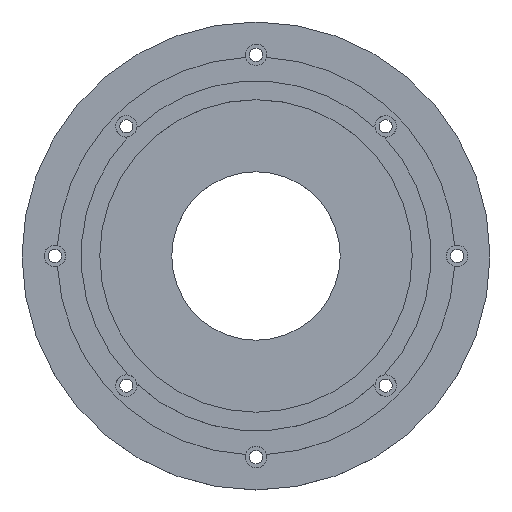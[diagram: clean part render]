
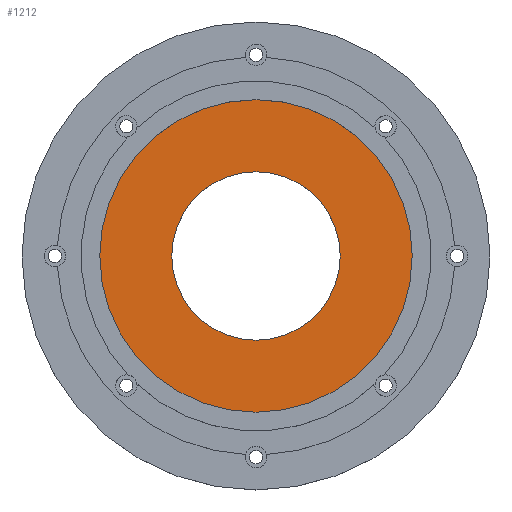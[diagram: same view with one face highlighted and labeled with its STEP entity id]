
A CAD part, top view. The second image highlights one B-rep face of the part: STEP entity #1212.
In plain terms, the highlighted planar face has unit normal (0, 0, 1).
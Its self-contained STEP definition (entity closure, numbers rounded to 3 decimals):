
#17=FACE_BOUND('',#162,.T.);
#42=PLANE('',#1316);
#91=FACE_OUTER_BOUND('',#161,.T.);
#161=EDGE_LOOP('',(#883));
#162=EDGE_LOOP('',(#884));
#490=CIRCLE('',#1317,33.4);
#491=CIRCLE('',#1318,18.);
#564=VERTEX_POINT('',#1895);
#565=VERTEX_POINT('',#1897);
#694=EDGE_CURVE('',#564,#564,#490,.T.);
#695=EDGE_CURVE('',#565,#565,#491,.T.);
#883=ORIENTED_EDGE('',*,*,#694,.F.);
#884=ORIENTED_EDGE('',*,*,#695,.T.);
#1212=ADVANCED_FACE('',(#91,#17),#42,.T.);
#1316=AXIS2_PLACEMENT_3D('',#1894,#1516,#1517);
#1317=AXIS2_PLACEMENT_3D('',#1896,#1518,#1519);
#1318=AXIS2_PLACEMENT_3D('',#1898,#1520,#1521);
#1516=DIRECTION('center_axis',(0.,0.,1.));
#1517=DIRECTION('ref_axis',(-1.,0.,0.));
#1518=DIRECTION('center_axis',(0.,0.,-1.));
#1519=DIRECTION('ref_axis',(-1.,0.,0.));
#1520=DIRECTION('center_axis',(0.,0.,-1.));
#1521=DIRECTION('ref_axis',(-1.,0.,0.));
#1894=CARTESIAN_POINT('Origin',(0.,0.,73.9));
#1895=CARTESIAN_POINT('',(33.4,0.,73.9));
#1896=CARTESIAN_POINT('Origin',(0.,0.,73.9));
#1897=CARTESIAN_POINT('',(18.,0.,73.9));
#1898=CARTESIAN_POINT('Origin',(0.,0.,73.9));
